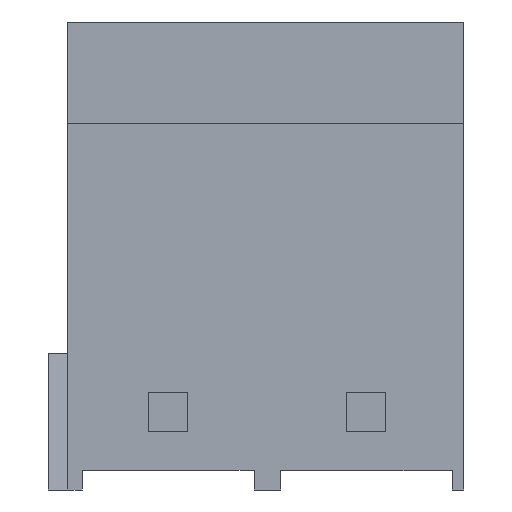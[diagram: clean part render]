
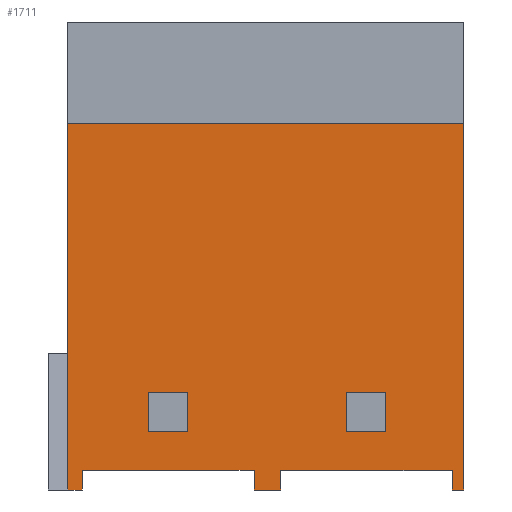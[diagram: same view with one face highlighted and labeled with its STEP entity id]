
A CAD part, front view. The second image highlights one B-rep face of the part: STEP entity #1711.
In plain terms, the highlighted planar face has unit normal (0, -1, 0).
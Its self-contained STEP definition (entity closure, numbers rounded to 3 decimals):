
#128=DIRECTION('',(0.,0.,-1.));
#129=VECTOR('',#128,9.4);
#130=CARTESIAN_POINT('',(5.08,-3.85,-2.6));
#131=LINE('',#130,#129);
#434=DIRECTION('',(1.,0.,0.));
#435=VECTOR('',#434,4.4);
#436=CARTESIAN_POINT('',(-4.7,-3.85,-11.5));
#437=LINE('',#436,#435);
#438=DIRECTION('',(0.,0.,1.));
#439=VECTOR('',#438,0.5);
#440=CARTESIAN_POINT('',(-4.7,-3.85,-12.));
#441=LINE('',#440,#439);
#442=DIRECTION('',(-1.,0.,0.));
#443=VECTOR('',#442,10.16);
#444=CARTESIAN_POINT('',(5.08,-3.85,-2.6));
#445=LINE('',#444,#443);
#446=DIRECTION('',(0.,0.,1.));
#447=VECTOR('',#446,0.5);
#448=CARTESIAN_POINT('',(4.78,-3.85,-12.));
#449=LINE('',#448,#447);
#450=DIRECTION('',(1.,0.,0.));
#451=VECTOR('',#450,4.4);
#452=CARTESIAN_POINT('',(0.38,-3.85,-11.5));
#453=LINE('',#452,#451);
#454=DIRECTION('',(0.,0.,1.));
#455=VECTOR('',#454,0.5);
#456=CARTESIAN_POINT('',(0.38,-3.85,-12.));
#457=LINE('',#456,#455);
#458=DIRECTION('',(0.,0.,1.));
#459=VECTOR('',#458,0.5);
#460=CARTESIAN_POINT('',(-0.3,-3.85,-12.));
#461=LINE('',#460,#459);
#462=DIRECTION('',(0.,0.,-1.));
#463=VECTOR('',#462,1.);
#464=CARTESIAN_POINT('',(2.08,-3.85,-9.5));
#465=LINE('',#464,#463);
#466=DIRECTION('',(1.,0.,0.));
#467=VECTOR('',#466,1.);
#468=CARTESIAN_POINT('',(2.08,-3.85,-10.5));
#469=LINE('',#468,#467);
#470=DIRECTION('',(0.,0.,1.));
#471=VECTOR('',#470,1.);
#472=CARTESIAN_POINT('',(3.08,-3.85,-10.5));
#473=LINE('',#472,#471);
#474=DIRECTION('',(-1.,0.,0.));
#475=VECTOR('',#474,1.);
#476=CARTESIAN_POINT('',(3.08,-3.85,-9.5));
#477=LINE('',#476,#475);
#478=DIRECTION('',(0.,0.,-1.));
#479=VECTOR('',#478,1.);
#480=CARTESIAN_POINT('',(-3.,-3.85,-9.5));
#481=LINE('',#480,#479);
#482=DIRECTION('',(1.,0.,0.));
#483=VECTOR('',#482,1.);
#484=CARTESIAN_POINT('',(-3.,-3.85,-10.5));
#485=LINE('',#484,#483);
#486=DIRECTION('',(0.,0.,1.));
#487=VECTOR('',#486,1.);
#488=CARTESIAN_POINT('',(-2.,-3.85,-10.5));
#489=LINE('',#488,#487);
#490=DIRECTION('',(-1.,0.,0.));
#491=VECTOR('',#490,1.);
#492=CARTESIAN_POINT('',(-2.,-3.85,-9.5));
#493=LINE('',#492,#491);
#498=DIRECTION('',(-1.,0.,0.));
#499=VECTOR('',#498,0.3);
#500=CARTESIAN_POINT('',(5.08,-3.85,-12.));
#501=LINE('',#500,#499);
#506=DIRECTION('',(-1.,0.,0.));
#507=VECTOR('',#506,0.68);
#508=CARTESIAN_POINT('',(0.38,-3.85,-12.));
#509=LINE('',#508,#507);
#526=DIRECTION('',(-1.,0.,0.));
#527=VECTOR('',#526,0.38);
#528=CARTESIAN_POINT('',(-4.7,-3.85,-12.));
#529=LINE('',#528,#527);
#562=DIRECTION('',(0.,0.,-1.));
#563=VECTOR('',#562,9.4);
#564=CARTESIAN_POINT('',(-5.08,-3.85,-2.6));
#565=LINE('',#564,#563);
#930=CARTESIAN_POINT('',(5.08,-3.85,-2.6));
#931=VERTEX_POINT('',#930);
#932=CARTESIAN_POINT('',(5.08,-3.85,-12.));
#933=VERTEX_POINT('',#932);
#964=CARTESIAN_POINT('',(-5.08,-3.85,-2.6));
#965=VERTEX_POINT('',#964);
#966=CARTESIAN_POINT('',(-5.08,-3.85,-12.));
#967=VERTEX_POINT('',#966);
#1028=CARTESIAN_POINT('',(0.38,-3.85,-11.5));
#1029=CARTESIAN_POINT('',(4.78,-3.85,-11.5));
#1030=VERTEX_POINT('',#1028);
#1031=VERTEX_POINT('',#1029);
#1032=CARTESIAN_POINT('',(0.38,-3.85,-12.));
#1033=VERTEX_POINT('',#1032);
#1034=CARTESIAN_POINT('',(4.78,-3.85,-12.));
#1035=VERTEX_POINT('',#1034);
#1044=CARTESIAN_POINT('',(-4.7,-3.85,-11.5));
#1045=CARTESIAN_POINT('',(-0.3,-3.85,-11.5));
#1046=VERTEX_POINT('',#1044);
#1047=VERTEX_POINT('',#1045);
#1048=CARTESIAN_POINT('',(-4.7,-3.85,-12.));
#1049=VERTEX_POINT('',#1048);
#1050=CARTESIAN_POINT('',(-0.3,-3.85,-12.));
#1051=VERTEX_POINT('',#1050);
#1100=CARTESIAN_POINT('',(2.08,-3.85,-9.5));
#1101=CARTESIAN_POINT('',(2.08,-3.85,-10.5));
#1102=VERTEX_POINT('',#1100);
#1103=VERTEX_POINT('',#1101);
#1104=CARTESIAN_POINT('',(3.08,-3.85,-10.5));
#1105=VERTEX_POINT('',#1104);
#1106=CARTESIAN_POINT('',(3.08,-3.85,-9.5));
#1107=VERTEX_POINT('',#1106);
#1116=CARTESIAN_POINT('',(-3.,-3.85,-9.5));
#1117=CARTESIAN_POINT('',(-3.,-3.85,-10.5));
#1118=VERTEX_POINT('',#1116);
#1119=VERTEX_POINT('',#1117);
#1120=CARTESIAN_POINT('',(-2.,-3.85,-10.5));
#1121=VERTEX_POINT('',#1120);
#1122=CARTESIAN_POINT('',(-2.,-3.85,-9.5));
#1123=VERTEX_POINT('',#1122);
#1664=CARTESIAN_POINT('',(5.08,-3.85,-2.6));
#1665=DIRECTION('',(0.,-1.,0.));
#1666=DIRECTION('',(0.,0.,-1.));
#1667=AXIS2_PLACEMENT_3D('',#1664,#1665,#1666);
#1668=PLANE('',#1667);
#1669=ORIENTED_EDGE('',*,*,#1654,.F.);
#1671=ORIENTED_EDGE('',*,*,#1670,.F.);
#1673=ORIENTED_EDGE('',*,*,#1672,.T.);
#1675=ORIENTED_EDGE('',*,*,#1674,.F.);
#1677=ORIENTED_EDGE('',*,*,#1676,.F.);
#1678=ORIENTED_EDGE('',*,*,#1225,.T.);
#1680=ORIENTED_EDGE('',*,*,#1679,.T.);
#1681=ORIENTED_EDGE('',*,*,#1592,.T.);
#1682=ORIENTED_EDGE('',*,*,#1613,.F.);
#1684=ORIENTED_EDGE('',*,*,#1683,.F.);
#1686=ORIENTED_EDGE('',*,*,#1685,.T.);
#1688=ORIENTED_EDGE('',*,*,#1687,.T.);
#1689=EDGE_LOOP('',(#1669,#1671,#1673,#1675,#1677,#1678,#1680,#1681,#1682,#1684,
#1686,#1688));
#1690=FACE_OUTER_BOUND('',#1689,.F.);
#1692=ORIENTED_EDGE('',*,*,#1691,.T.);
#1694=ORIENTED_EDGE('',*,*,#1693,.T.);
#1696=ORIENTED_EDGE('',*,*,#1695,.T.);
#1698=ORIENTED_EDGE('',*,*,#1697,.T.);
#1699=EDGE_LOOP('',(#1692,#1694,#1696,#1698));
#1700=FACE_BOUND('',#1699,.F.);
#1702=ORIENTED_EDGE('',*,*,#1701,.T.);
#1704=ORIENTED_EDGE('',*,*,#1703,.T.);
#1706=ORIENTED_EDGE('',*,*,#1705,.T.);
#1708=ORIENTED_EDGE('',*,*,#1707,.T.);
#1709=EDGE_LOOP('',(#1702,#1704,#1706,#1708));
#1710=FACE_BOUND('',#1709,.F.);
#1711=ADVANCED_FACE('',(#1690,#1700,#1710),#1668,.T.);
#1225=EDGE_CURVE('',#931,#933,#131,.T.);
#1592=EDGE_CURVE('',#1035,#1031,#449,.T.);
#1613=EDGE_CURVE('',#1030,#1031,#453,.T.);
#1654=EDGE_CURVE('',#1046,#1047,#437,.T.);
#1670=EDGE_CURVE('',#1049,#1046,#441,.T.);
#1672=EDGE_CURVE('',#1049,#967,#529,.T.);
#1674=EDGE_CURVE('',#965,#967,#565,.T.);
#1676=EDGE_CURVE('',#931,#965,#445,.T.);
#1679=EDGE_CURVE('',#933,#1035,#501,.T.);
#1683=EDGE_CURVE('',#1033,#1030,#457,.T.);
#1685=EDGE_CURVE('',#1033,#1051,#509,.T.);
#1687=EDGE_CURVE('',#1051,#1047,#461,.T.);
#1691=EDGE_CURVE('',#1102,#1103,#465,.T.);
#1693=EDGE_CURVE('',#1103,#1105,#469,.T.);
#1695=EDGE_CURVE('',#1105,#1107,#473,.T.);
#1697=EDGE_CURVE('',#1107,#1102,#477,.T.);
#1701=EDGE_CURVE('',#1118,#1119,#481,.T.);
#1703=EDGE_CURVE('',#1119,#1121,#485,.T.);
#1705=EDGE_CURVE('',#1121,#1123,#489,.T.);
#1707=EDGE_CURVE('',#1123,#1118,#493,.T.);
